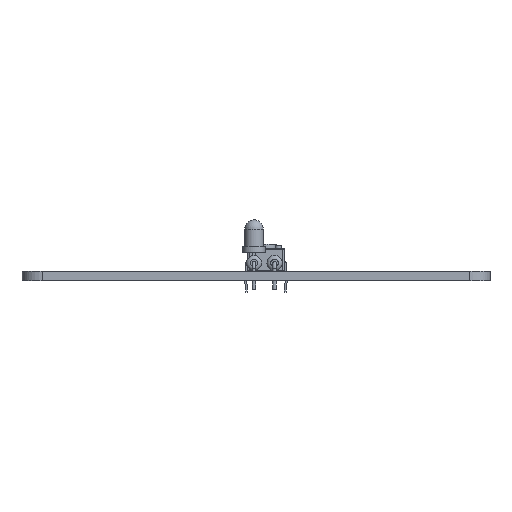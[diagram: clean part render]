
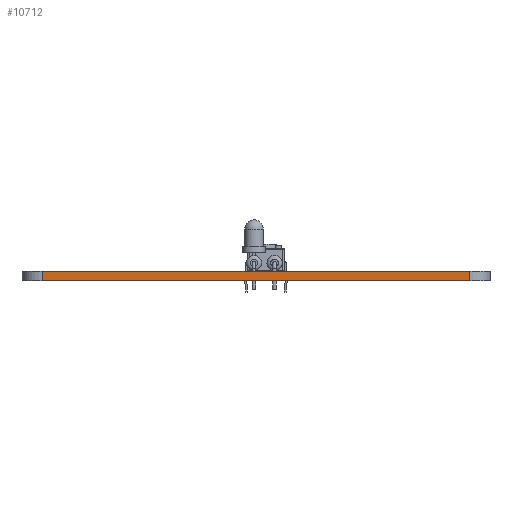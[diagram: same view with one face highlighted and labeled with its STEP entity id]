
A CAD part, front view. The second image highlights one B-rep face of the part: STEP entity #10712.
In plain terms, the highlighted planar face has unit normal (0, -1, 0).
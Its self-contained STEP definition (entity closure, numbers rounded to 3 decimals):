
#10712 = ADVANCED_FACE('',(#10713),#10727,.F.);
#10713 = FACE_BOUND('',#10714,.F.);
#10714 = EDGE_LOOP('',(#10715,#10750,#10778,#10806));
#10715 = ORIENTED_EDGE('',*,*,#10716,.T.);
#10716 = EDGE_CURVE('',#10717,#10719,#10721,.T.);
#10717 = VERTEX_POINT('',#10718);
#10718 = CARTESIAN_POINT('',(108.978,-137.902,0.));
#10719 = VERTEX_POINT('',#10720);
#10720 = CARTESIAN_POINT('',(108.978,-137.902,1.6));
#10721 = SURFACE_CURVE('',#10722,(#10726,#10738),.PCURVE_S1.);
#10722 = LINE('',#10723,#10724);
#10723 = CARTESIAN_POINT('',(108.978,-137.902,0.));
#10724 = VECTOR('',#10725,1.);
#10725 = DIRECTION('',(0.,0.,1.));
#10726 = PCURVE('',#10727,#10732);
#10727 = PLANE('',#10728);
#10728 = AXIS2_PLACEMENT_3D('',#10729,#10730,#10731);
#10729 = CARTESIAN_POINT('',(108.978,-137.902,0.));
#10730 = DIRECTION('',(0.,1.,0.));
#10731 = DIRECTION('',(1.,0.,0.));
#10732 = DEFINITIONAL_REPRESENTATION('',(#10733),#10737);
#10733 = LINE('',#10734,#10735);
#10734 = CARTESIAN_POINT('',(0.,0.));
#10735 = VECTOR('',#10736,1.);
#10736 = DIRECTION('',(0.,-1.));
#10737 = ( GEOMETRIC_REPRESENTATION_CONTEXT(2) 
PARAMETRIC_REPRESENTATION_CONTEXT() REPRESENTATION_CONTEXT('2D SPACE',''
  ) );
#10738 = PCURVE('',#10739,#10744);
#10739 = CYLINDRICAL_SURFACE('',#10740,3.307);
#10740 = AXIS2_PLACEMENT_3D('',#10741,#10742,#10743);
#10741 = CARTESIAN_POINT('',(108.978,-134.595,0.));
#10742 = DIRECTION('',(0.,0.,-1.));
#10743 = DIRECTION('',(1.,0.,0.));
#10744 = DEFINITIONAL_REPRESENTATION('',(#10745),#10749);
#10745 = LINE('',#10746,#10747);
#10746 = CARTESIAN_POINT('',(-4.712,0.));
#10747 = VECTOR('',#10748,1.);
#10748 = DIRECTION('',(0.,-1.));
#10749 = ( GEOMETRIC_REPRESENTATION_CONTEXT(2) 
PARAMETRIC_REPRESENTATION_CONTEXT() REPRESENTATION_CONTEXT('2D SPACE',''
  ) );
#10750 = ORIENTED_EDGE('',*,*,#10751,.T.);
#10751 = EDGE_CURVE('',#10719,#10752,#10754,.T.);
#10752 = VERTEX_POINT('',#10753);
#10753 = CARTESIAN_POINT('',(178.69,-137.902,1.6));
#10754 = SURFACE_CURVE('',#10755,(#10759,#10766),.PCURVE_S1.);
#10755 = LINE('',#10756,#10757);
#10756 = CARTESIAN_POINT('',(108.978,-137.902,1.6));
#10757 = VECTOR('',#10758,1.);
#10758 = DIRECTION('',(1.,0.,0.));
#10759 = PCURVE('',#10727,#10760);
#10760 = DEFINITIONAL_REPRESENTATION('',(#10761),#10765);
#10761 = LINE('',#10762,#10763);
#10762 = CARTESIAN_POINT('',(0.,-1.6));
#10763 = VECTOR('',#10764,1.);
#10764 = DIRECTION('',(1.,0.));
#10765 = ( GEOMETRIC_REPRESENTATION_CONTEXT(2) 
PARAMETRIC_REPRESENTATION_CONTEXT() REPRESENTATION_CONTEXT('2D SPACE',''
  ) );
#10766 = PCURVE('',#10767,#10772);
#10767 = PLANE('',#10768);
#10768 = AXIS2_PLACEMENT_3D('',#10769,#10770,#10771);
#10769 = CARTESIAN_POINT('',(143.834,-76.502,1.6));
#10770 = DIRECTION('',(0.,0.,1.));
#10771 = DIRECTION('',(1.,0.,0.));
#10772 = DEFINITIONAL_REPRESENTATION('',(#10773),#10777);
#10773 = LINE('',#10774,#10775);
#10774 = CARTESIAN_POINT('',(-34.856,-61.4));
#10775 = VECTOR('',#10776,1.);
#10776 = DIRECTION('',(1.,0.));
#10777 = ( GEOMETRIC_REPRESENTATION_CONTEXT(2) 
PARAMETRIC_REPRESENTATION_CONTEXT() REPRESENTATION_CONTEXT('2D SPACE',''
  ) );
#10778 = ORIENTED_EDGE('',*,*,#10779,.F.);
#10779 = EDGE_CURVE('',#10780,#10752,#10782,.T.);
#10780 = VERTEX_POINT('',#10781);
#10781 = CARTESIAN_POINT('',(178.69,-137.902,0.));
#10782 = SURFACE_CURVE('',#10783,(#10787,#10794),.PCURVE_S1.);
#10783 = LINE('',#10784,#10785);
#10784 = CARTESIAN_POINT('',(178.69,-137.902,0.));
#10785 = VECTOR('',#10786,1.);
#10786 = DIRECTION('',(0.,0.,1.));
#10787 = PCURVE('',#10727,#10788);
#10788 = DEFINITIONAL_REPRESENTATION('',(#10789),#10793);
#10789 = LINE('',#10790,#10791);
#10790 = CARTESIAN_POINT('',(69.712,0.));
#10791 = VECTOR('',#10792,1.);
#10792 = DIRECTION('',(0.,-1.));
#10793 = ( GEOMETRIC_REPRESENTATION_CONTEXT(2) 
PARAMETRIC_REPRESENTATION_CONTEXT() REPRESENTATION_CONTEXT('2D SPACE',''
  ) );
#10794 = PCURVE('',#10795,#10800);
#10795 = CYLINDRICAL_SURFACE('',#10796,3.307);
#10796 = AXIS2_PLACEMENT_3D('',#10797,#10798,#10799);
#10797 = CARTESIAN_POINT('',(178.69,-134.595,0.));
#10798 = DIRECTION('',(0.,0.,-1.));
#10799 = DIRECTION('',(1.,0.,0.));
#10800 = DEFINITIONAL_REPRESENTATION('',(#10801),#10805);
#10801 = LINE('',#10802,#10803);
#10802 = CARTESIAN_POINT('',(-4.712,0.));
#10803 = VECTOR('',#10804,1.);
#10804 = DIRECTION('',(0.,-1.));
#10805 = ( GEOMETRIC_REPRESENTATION_CONTEXT(2) 
PARAMETRIC_REPRESENTATION_CONTEXT() REPRESENTATION_CONTEXT('2D SPACE',''
  ) );
#10806 = ORIENTED_EDGE('',*,*,#10807,.F.);
#10807 = EDGE_CURVE('',#10717,#10780,#10808,.T.);
#10808 = SURFACE_CURVE('',#10809,(#10813,#10820),.PCURVE_S1.);
#10809 = LINE('',#10810,#10811);
#10810 = CARTESIAN_POINT('',(108.978,-137.902,0.));
#10811 = VECTOR('',#10812,1.);
#10812 = DIRECTION('',(1.,0.,0.));
#10813 = PCURVE('',#10727,#10814);
#10814 = DEFINITIONAL_REPRESENTATION('',(#10815),#10819);
#10815 = LINE('',#10816,#10817);
#10816 = CARTESIAN_POINT('',(0.,0.));
#10817 = VECTOR('',#10818,1.);
#10818 = DIRECTION('',(1.,0.));
#10819 = ( GEOMETRIC_REPRESENTATION_CONTEXT(2) 
PARAMETRIC_REPRESENTATION_CONTEXT() REPRESENTATION_CONTEXT('2D SPACE',''
  ) );
#10820 = PCURVE('',#10821,#10826);
#10821 = PLANE('',#10822);
#10822 = AXIS2_PLACEMENT_3D('',#10823,#10824,#10825);
#10823 = CARTESIAN_POINT('',(143.834,-76.502,0.));
#10824 = DIRECTION('',(0.,0.,1.));
#10825 = DIRECTION('',(1.,0.,0.));
#10826 = DEFINITIONAL_REPRESENTATION('',(#10827),#10831);
#10827 = LINE('',#10828,#10829);
#10828 = CARTESIAN_POINT('',(-34.856,-61.4));
#10829 = VECTOR('',#10830,1.);
#10830 = DIRECTION('',(1.,0.));
#10831 = ( GEOMETRIC_REPRESENTATION_CONTEXT(2) 
PARAMETRIC_REPRESENTATION_CONTEXT() REPRESENTATION_CONTEXT('2D SPACE',''
  ) );
